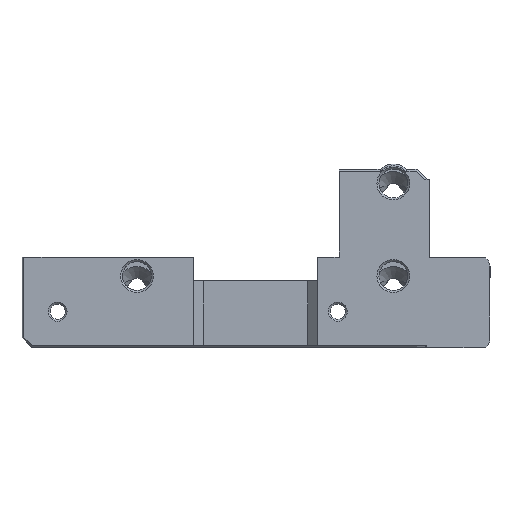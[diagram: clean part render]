
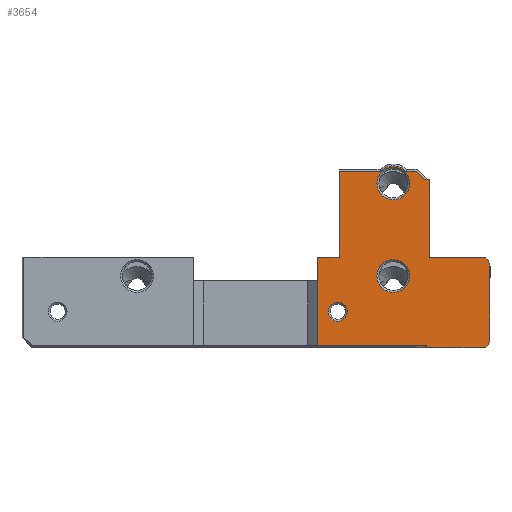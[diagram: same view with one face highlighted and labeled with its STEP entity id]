
A CAD part, left-side view. The second image highlights one B-rep face of the part: STEP entity #3654.
In plain terms, the highlighted planar face has unit normal (-1, 0, 0).
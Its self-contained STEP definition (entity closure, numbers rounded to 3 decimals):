
#156=FACE_BOUND('',#634,.T.);
#157=FACE_BOUND('',#635,.T.);
#158=FACE_BOUND('',#636,.T.);
#169=CIRCLE('',#3890,2.);
#170=CIRCLE('',#3891,2.);
#171=CIRCLE('',#3892,3.7);
#172=CIRCLE('',#3893,2.);
#173=CIRCLE('',#3894,3.45);
#174=CIRCLE('',#3895,3.45);
#414=FACE_OUTER_BOUND('',#633,.T.);
#633=EDGE_LOOP('',(#2464,#2465,#2466,#2467,#2468,#2469,#2470,#2471,#2472,
#2473,#2474,#2475,#2476,#2477,#2478,#2479,#2480,#2481));
#634=EDGE_LOOP('',(#2482));
#635=EDGE_LOOP('',(#2483));
#636=EDGE_LOOP('',(#2484));
#878=LINE('',#5295,#1190);
#880=LINE('',#5299,#1192);
#890=LINE('',#5320,#1202);
#903=LINE('',#5365,#1215);
#904=LINE('',#5367,#1216);
#905=LINE('',#5369,#1217);
#906=LINE('',#5373,#1218);
#907=LINE('',#5377,#1219);
#908=LINE('',#5378,#1220);
#909=LINE('',#5380,#1221);
#910=LINE('',#5382,#1222);
#911=LINE('',#5386,#1223);
#912=LINE('',#5388,#1224);
#913=LINE('',#5390,#1225);
#914=LINE('',#5391,#1226);
#1190=VECTOR('',#4266,10.);
#1192=VECTOR('',#4270,10.);
#1202=VECTOR('',#4286,10.);
#1215=VECTOR('',#4305,10.);
#1216=VECTOR('',#4306,10.);
#1217=VECTOR('',#4307,10.);
#1218=VECTOR('',#4310,10.);
#1219=VECTOR('',#4313,10.);
#1220=VECTOR('',#4314,10.);
#1221=VECTOR('',#4315,10.);
#1222=VECTOR('',#4316,10.);
#1223=VECTOR('',#4319,10.);
#1224=VECTOR('',#4320,10.);
#1225=VECTOR('',#4321,10.);
#1226=VECTOR('',#4322,10.);
#1497=VERTEX_POINT('',#5291);
#1498=VERTEX_POINT('',#5293);
#1499=VERTEX_POINT('',#5297);
#1504=VERTEX_POINT('',#5313);
#1507=VERTEX_POINT('',#5318);
#1520=VERTEX_POINT('',#5364);
#1521=VERTEX_POINT('',#5366);
#1522=VERTEX_POINT('',#5368);
#1523=VERTEX_POINT('',#5370);
#1524=VERTEX_POINT('',#5372);
#1525=VERTEX_POINT('',#5374);
#1526=VERTEX_POINT('',#5376);
#1527=VERTEX_POINT('',#5379);
#1528=VERTEX_POINT('',#5381);
#1529=VERTEX_POINT('',#5383);
#1530=VERTEX_POINT('',#5385);
#1531=VERTEX_POINT('',#5387);
#1532=VERTEX_POINT('',#5389);
#1533=VERTEX_POINT('',#5392);
#1534=VERTEX_POINT('',#5394);
#1535=VERTEX_POINT('',#5396);
#1854=EDGE_CURVE('',#1498,#1497,#878,.T.);
#1856=EDGE_CURVE('',#1499,#1498,#880,.T.);
#1866=EDGE_CURVE('',#1507,#1504,#890,.T.);
#1882=EDGE_CURVE('',#1520,#1504,#903,.T.);
#1883=EDGE_CURVE('',#1507,#1521,#904,.T.);
#1884=EDGE_CURVE('',#1521,#1522,#905,.T.);
#1885=EDGE_CURVE('',#1522,#1523,#169,.T.);
#1886=EDGE_CURVE('',#1523,#1524,#906,.T.);
#1887=EDGE_CURVE('',#1524,#1525,#170,.T.);
#1888=EDGE_CURVE('',#1525,#1526,#907,.T.);
#1889=EDGE_CURVE('',#1526,#1497,#908,.T.);
#1890=EDGE_CURVE('',#1499,#1527,#909,.T.);
#1891=EDGE_CURVE('',#1527,#1528,#910,.T.);
#1892=EDGE_CURVE('',#1528,#1529,#171,.T.);
#1893=EDGE_CURVE('',#1529,#1530,#911,.T.);
#1894=EDGE_CURVE('',#1530,#1531,#912,.T.);
#1895=EDGE_CURVE('',#1531,#1532,#913,.T.);
#1896=EDGE_CURVE('',#1532,#1520,#914,.T.);
#1897=EDGE_CURVE('',#1533,#1533,#172,.T.);
#1898=EDGE_CURVE('',#1534,#1534,#173,.T.);
#1899=EDGE_CURVE('',#1535,#1535,#174,.T.);
#2464=ORIENTED_EDGE('',*,*,#1882,.T.);
#2465=ORIENTED_EDGE('',*,*,#1866,.F.);
#2466=ORIENTED_EDGE('',*,*,#1883,.T.);
#2467=ORIENTED_EDGE('',*,*,#1884,.T.);
#2468=ORIENTED_EDGE('',*,*,#1885,.T.);
#2469=ORIENTED_EDGE('',*,*,#1886,.T.);
#2470=ORIENTED_EDGE('',*,*,#1887,.T.);
#2471=ORIENTED_EDGE('',*,*,#1888,.T.);
#2472=ORIENTED_EDGE('',*,*,#1889,.T.);
#2473=ORIENTED_EDGE('',*,*,#1854,.F.);
#2474=ORIENTED_EDGE('',*,*,#1856,.F.);
#2475=ORIENTED_EDGE('',*,*,#1890,.T.);
#2476=ORIENTED_EDGE('',*,*,#1891,.T.);
#2477=ORIENTED_EDGE('',*,*,#1892,.T.);
#2478=ORIENTED_EDGE('',*,*,#1893,.T.);
#2479=ORIENTED_EDGE('',*,*,#1894,.T.);
#2480=ORIENTED_EDGE('',*,*,#1895,.T.);
#2481=ORIENTED_EDGE('',*,*,#1896,.T.);
#2482=ORIENTED_EDGE('',*,*,#1897,.T.);
#2483=ORIENTED_EDGE('',*,*,#1898,.T.);
#2484=ORIENTED_EDGE('',*,*,#1899,.T.);
#3551=PLANE('',#3889);
#3654=ADVANCED_FACE('',(#414,#156,#157,#158),#3551,.T.);
#3889=AXIS2_PLACEMENT_3D('',#5363,#4303,#4304);
#3890=AXIS2_PLACEMENT_3D('',#5371,#4308,#4309);
#3891=AXIS2_PLACEMENT_3D('',#5375,#4311,#4312);
#3892=AXIS2_PLACEMENT_3D('',#5384,#4317,#4318);
#3893=AXIS2_PLACEMENT_3D('',#5393,#4323,#4324);
#3894=AXIS2_PLACEMENT_3D('',#5395,#4325,#4326);
#3895=AXIS2_PLACEMENT_3D('',#5397,#4327,#4328);
#4266=DIRECTION('',(0.,0.,-1.));
#4270=DIRECTION('',(0.,-1.,0.));
#4286=DIRECTION('',(0.,0.,1.));
#4303=DIRECTION('center_axis',(-1.,0.,0.));
#4304=DIRECTION('ref_axis',(0.,0.,
1.));
#4305=DIRECTION('',(0.,-1.,0.));
#4306=DIRECTION('',(0.,-1.,0.));
#4307=DIRECTION('',(0.,-0.707,0.707));
#4308=DIRECTION('center_axis',(-1.,0.,0.));
#4309=DIRECTION('ref_axis',(0.,-0.924,-0.383));
#4310=DIRECTION('',(0.,0.,1.));
#4311=DIRECTION('center_axis',(-1.,0.,0.));
#4312=DIRECTION('ref_axis',(0.,-0.924,0.383));
#4313=DIRECTION('',(0.,0.707,0.707));
#4314=DIRECTION('',(0.,1.,0.));
#4315=DIRECTION('',(0.,0.707,0.707));
#4316=DIRECTION('',(0.,1.,0.));
#4317=DIRECTION('center_axis',(-1.,0.,0.));
#4318=DIRECTION('ref_axis',(0.,-0.711,0.703));
#4319=DIRECTION('',(0.,1.,0.));
#4320=DIRECTION('',(0.,0.,-1.));
#4321=DIRECTION('',(0.,1.,0.));
#4322=DIRECTION('',(0.,0.,-1.));
#4323=DIRECTION('center_axis',(1.,0.,0.));
#4324=DIRECTION('ref_axis',(0.,0.,
1.));
#4325=DIRECTION('center_axis',(1.,0.,0.));
#4326=DIRECTION('ref_axis',(0.,0.,
1.));
#4327=DIRECTION('center_axis',(1.,0.,0.));
#4328=DIRECTION('ref_axis',(0.,0.,1.));
#5291=CARTESIAN_POINT('',(-15.795,5.259,19.));
#5293=CARTESIAN_POINT('',(-15.795,5.259,35.475));
#5295=CARTESIAN_POINT('',(-15.795,5.259,2.307));
#5297=CARTESIAN_POINT('',(-15.795,6.259,35.475));
#5299=CARTESIAN_POINT('',(-15.795,6.259,35.475));
#5313=CARTESIAN_POINT('',(-15.795,5.859,0.541));
#5318=CARTESIAN_POINT('',(-15.795,5.859,0.));
#5320=CARTESIAN_POINT('',(-15.795,5.859,19.37));
#5363=CARTESIAN_POINT('Origin',(-15.795,17.559,19.441));
#5364=CARTESIAN_POINT('',(-15.795,28.859,0.541));
#5365=CARTESIAN_POINT('',(-15.795,28.859,0.541));
#5366=CARTESIAN_POINT('',(-15.795,-6.5,0.));
#5367=CARTESIAN_POINT('',(-15.795,20.89,0.));
#5368=CARTESIAN_POINT('',(-15.795,-6.914,0.414));
#5369=CARTESIAN_POINT('',(-15.795,0.477,-6.977));
#5370=CARTESIAN_POINT('',(-15.795,-7.5,1.828));
#5371=CARTESIAN_POINT('Origin',(-15.795,-5.5,1.828));
#5372=CARTESIAN_POINT('',(-15.795,-7.5,17.172));
#5373=CARTESIAN_POINT('',(-15.795,-7.5,9.685));
#5374=CARTESIAN_POINT('',(-15.795,-6.914,18.586));
#5375=CARTESIAN_POINT('Origin',(-15.795,-5.5,17.172));
#5376=CARTESIAN_POINT('',(-15.795,-6.5,19.));
#5377=CARTESIAN_POINT('',(-15.795,5.413,30.913));
#5378=CARTESIAN_POINT('',(-15.795,20.89,19.));
#5379=CARTESIAN_POINT('',(-15.795,8.025,37.241));
#5380=CARTESIAN_POINT('',(-15.795,6.259,35.475));
#5381=CARTESIAN_POINT('',(-15.795,10.227,37.241));
#5382=CARTESIAN_POINT('',(-15.795,8.025,37.241));
#5383=CARTESIAN_POINT('',(-15.795,15.492,37.241));
#5384=CARTESIAN_POINT('Origin',(-15.795,12.859,34.641));
#5385=CARTESIAN_POINT('',(-15.795,24.259,37.241));
#5386=CARTESIAN_POINT('',(-15.795,15.492,37.241));
#5387=CARTESIAN_POINT('',(-15.795,24.259,19.141));
#5388=CARTESIAN_POINT('',(-15.795,24.259,37.241));
#5389=CARTESIAN_POINT('',(-15.795,28.859,19.141));
#5390=CARTESIAN_POINT('',(-15.795,24.259,19.141));
#5391=CARTESIAN_POINT('',(-15.795,28.859,19.141));
#5392=CARTESIAN_POINT('',(-15.795,24.559,5.641));
#5393=CARTESIAN_POINT('Origin',(-15.795,24.559,7.641));
#5394=CARTESIAN_POINT('',(-15.795,12.859,31.191));
#5395=CARTESIAN_POINT('Origin',(-15.795,12.859,34.641));
#5396=CARTESIAN_POINT('',(-15.795,12.859,11.691));
#5397=CARTESIAN_POINT('Origin',(-15.795,12.859,15.141));
